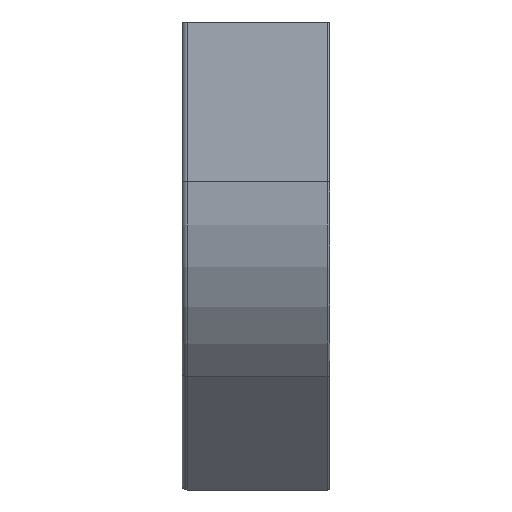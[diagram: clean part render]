
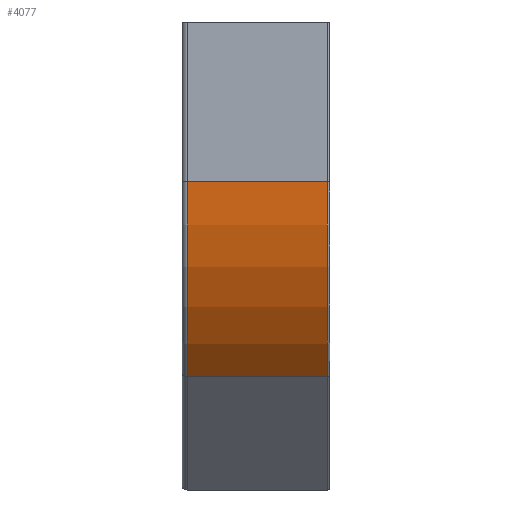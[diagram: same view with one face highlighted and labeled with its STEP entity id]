
A CAD part, left-side view. The second image highlights one B-rep face of the part: STEP entity #4077.
In plain terms, the highlighted cylindrical face has radius 200 mm (diameter 400 mm), a partial arc.
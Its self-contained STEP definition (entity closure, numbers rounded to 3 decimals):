
#157 = LINE ( 'NONE', #4752, #4862 ) ;
#763 = CIRCLE ( 'NONE', #3858, 200. ) ;
#808 = DIRECTION ( 'NONE',  ( 0., -1., 0. ) ) ;
#825 = DIRECTION ( 'NONE',  ( 0., 1., 0. ) ) ;
#849 = DIRECTION ( 'NONE',  ( 0., -1., 0. ) ) ;
#903 = CYLINDRICAL_SURFACE ( 'NONE', #9656, 200. ) ;
#953 = CARTESIAN_POINT ( 'NONE',  ( 200., 0., -115.8 ) ) ;
#1015 = LINE ( 'NONE', #3210, #2911 ) ;
#1500 = DIRECTION ( 'NONE',  ( -1., 0., 0. ) ) ;
#1521 = VERTEX_POINT ( 'NONE', #2466 ) ;
#1821 = EDGE_CURVE ( 'NONE', #7689, #8318, #1015, .T. ) ;
#2087 = ORIENTED_EDGE ( 'NONE', *, *, #1821, .F. ) ;
#2251 = AXIS2_PLACEMENT_3D ( 'NONE', #7860, #849, #6323 ) ;
#2466 = CARTESIAN_POINT ( 'NONE',  ( 0., 103.25, -115.8 ) ) ;
#2659 = DIRECTION ( 'NONE',  ( 0., 1., 0. ) ) ;
#2871 = CARTESIAN_POINT ( 'NONE',  ( 0., 1.75, -115.8 ) ) ;
#2911 = VECTOR ( 'NONE', #2659, 1000. ) ;
#3210 = CARTESIAN_POINT ( 'NONE',  ( 58.579, 0., -257.221 ) ) ;
#3226 = CIRCLE ( 'NONE', #2251, 200. ) ;
#3858 = AXIS2_PLACEMENT_3D ( 'NONE', #4769, #8513, #1500 ) ;
#4021 = FACE_OUTER_BOUND ( 'NONE', #4983, .T. ) ;
#4077 = ADVANCED_FACE ( 'NONE', ( #4021 ), #903, .T. ) ;
#4752 = CARTESIAN_POINT ( 'NONE',  ( 0., 0., -115.8 ) ) ;
#4769 = CARTESIAN_POINT ( 'NONE',  ( 200., 1.75, -115.8 ) ) ;
#4862 = VECTOR ( 'NONE', #825, 1000. ) ;
#4914 = ORIENTED_EDGE ( 'NONE', *, *, #8664, .T. ) ;
#4983 = EDGE_LOOP ( 'NONE', ( #4914, #2087, #5908, #5291 ) ) ;
#5081 = CARTESIAN_POINT ( 'NONE',  ( 58.579, 1.75, -257.221 ) ) ;
#5291 = ORIENTED_EDGE ( 'NONE', *, *, #9067, .T. ) ;
#5908 = ORIENTED_EDGE ( 'NONE', *, *, #7849, .F. ) ;
#6283 = DIRECTION ( 'NONE',  ( 0., 0., -1. ) ) ;
#6323 = DIRECTION ( 'NONE',  ( -1., 0., 0. ) ) ;
#7689 = VERTEX_POINT ( 'NONE', #5081 ) ;
#7849 = EDGE_CURVE ( 'NONE', #9894, #7689, #763, .T. ) ;
#7860 = CARTESIAN_POINT ( 'NONE',  ( 200., 103.25, -115.8 ) ) ;
#8124 = CARTESIAN_POINT ( 'NONE',  ( 58.579, 103.25, -257.221 ) ) ;
#8318 = VERTEX_POINT ( 'NONE', #8124 ) ;
#8513 = DIRECTION ( 'NONE',  ( 0., -1., 0. ) ) ;
#8664 = EDGE_CURVE ( 'NONE', #1521, #8318, #3226, .T. ) ;
#9067 = EDGE_CURVE ( 'NONE', #9894, #1521, #157, .T. ) ;
#9656 = AXIS2_PLACEMENT_3D ( 'NONE', #953, #808, #6283 ) ;
#9894 = VERTEX_POINT ( 'NONE', #2871 ) ;
